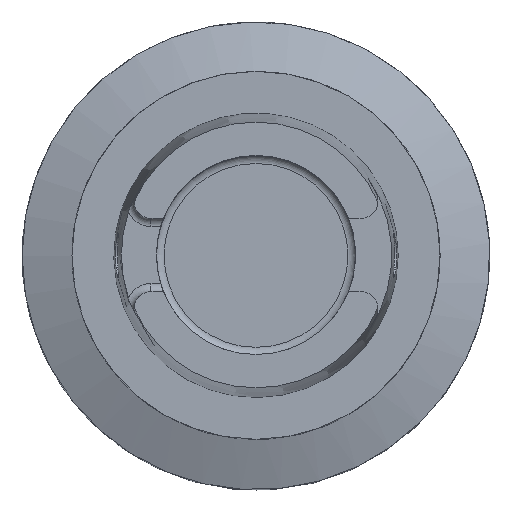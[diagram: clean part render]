
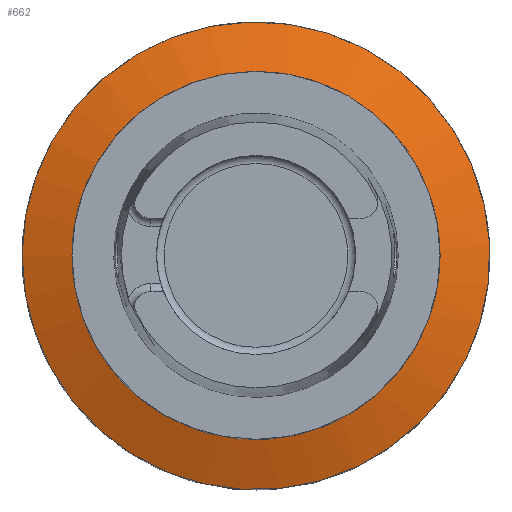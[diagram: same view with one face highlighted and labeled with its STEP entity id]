
A CAD part, top view. The second image highlights one B-rep face of the part: STEP entity #662.
In plain terms, the highlighted conical face has half-angle 70 degrees and reference radius 42 mm.
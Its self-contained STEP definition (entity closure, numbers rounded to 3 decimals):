
#241=CONICAL_SURFACE('',#6329,42.,70.);
#347=FACE_BOUND('',#1541,.T.);
#348=FACE_BOUND('',#1542,.T.);
#662=ADVANCED_FACE('CL_GR_SU_AL',(#347,#348),#241,.T.);
#1541=EDGE_LOOP('',(#4294));
#1542=EDGE_LOOP('',(#4295));
#4294=ORIENTED_EDGE('',*,*,#5069,.T.);
#4295=ORIENTED_EDGE('',*,*,#5727,.T.);
#4435=VERTEX_POINT('',#8648);
#4878=VERTEX_POINT('',#10503);
#5069=EDGE_CURVE('',#4435,#4435,#5789,.T.);
#5727=EDGE_CURVE('',#4878,#4878,#5857,.T.);
#5789=CIRCLE('',#6022,40.);
#5857=CIRCLE('',#6328,26.908);
#6022=AXIS2_PLACEMENT_3D('',#8647,#6692,#6693);
#6328=AXIS2_PLACEMENT_3D('',#10502,#7742,#7743);
#6329=AXIS2_PLACEMENT_3D('',#10504,#7744,#7745);
#6692=DIRECTION('',(0.,0.,1.));
#6693=DIRECTION('',(-1.,0.,0.));
#7742=DIRECTION('',(0.,0.,-1.));
#7743=DIRECTION('',(-1.,0.,0.));
#7744=DIRECTION('',(0.,0.,-1.));
#7745=DIRECTION('',(-1.,0.,0.));
#8647=CARTESIAN_POINT('',(0.,0.,-47.3));
#8648=CARTESIAN_POINT('',(-40.,0.,-47.3));
#10502=CARTESIAN_POINT('',(0.,0.,-42.535));
#10503=CARTESIAN_POINT('',(-26.908,0.,-42.535));
#10504=CARTESIAN_POINT('',(0.,0.,-48.028));
